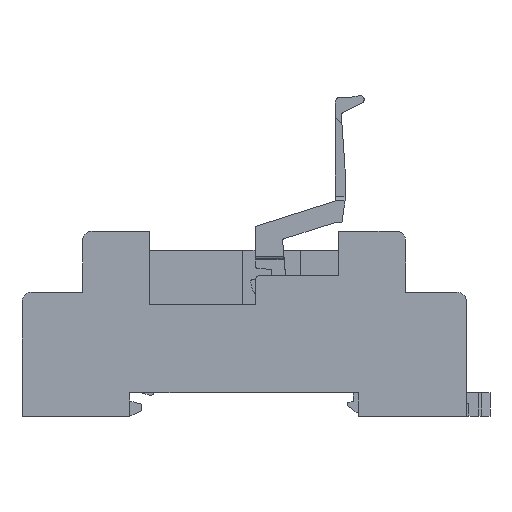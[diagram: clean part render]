
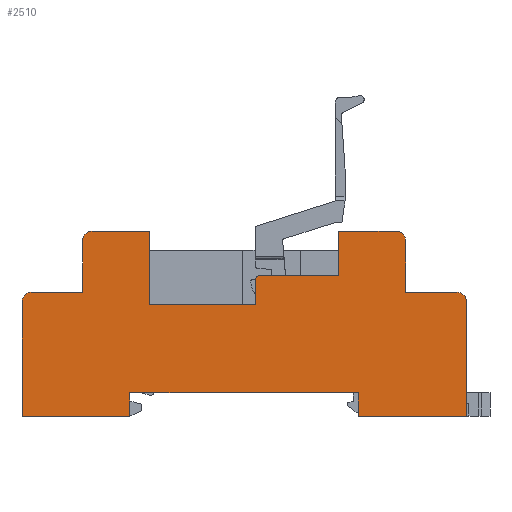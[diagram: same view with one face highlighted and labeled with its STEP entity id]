
A CAD part, left-side view. The second image highlights one B-rep face of the part: STEP entity #2510.
In plain terms, the highlighted planar face has unit normal (-1, 0, 0).
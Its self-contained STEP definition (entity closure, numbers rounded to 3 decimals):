
#2117=AXIS2_PLACEMENT_3D('Circle Axis2P3D',#2115,#2116,$) ;
#2411=AXIS2_PLACEMENT_3D('Plane Axis2P3D',#2408,#2409,#2410) ;
#2420=AXIS2_PLACEMENT_3D('Circle Axis2P3D',#2418,#2419,$) ;
#2444=AXIS2_PLACEMENT_3D('Circle Axis2P3D',#2442,#2443,$) ;
#2456=AXIS2_PLACEMENT_3D('Circle Axis2P3D',#2454,#2455,$) ;
#2468=AXIS2_PLACEMENT_3D('Circle Axis2P3D',#2466,#2467,$) ;
#238=CARTESIAN_POINT('Line Origine',(0.,57.8,29.)) ;
#242=CARTESIAN_POINT('Vertex',(0.,62.3,29.)) ;
#244=CARTESIAN_POINT('Vertex',(0.,53.3,29.)) ;
#460=CARTESIAN_POINT('Line Origine',(0.,53.3,23.25)) ;
#464=CARTESIAN_POINT('Vertex',(0.,53.3,17.5)) ;
#717=CARTESIAN_POINT('Vertex',(0.,23.7,22.)) ;
#722=CARTESIAN_POINT('Line Origine',(0.,23.7,25.5)) ;
#726=CARTESIAN_POINT('Vertex',(0.,23.7,29.)) ;
#771=CARTESIAN_POINT('Line Origine',(0.,19.2,29.)) ;
#775=CARTESIAN_POINT('Vertex',(0.,14.7,29.)) ;
#1083=CARTESIAN_POINT('Vertex',(0.,13.2,19.45)) ;
#1086=CARTESIAN_POINT('Line Origine',(0.,9.2,19.45)) ;
#1090=CARTESIAN_POINT('Vertex',(0.,5.2,19.45)) ;
#1340=CARTESIAN_POINT('Vertex',(0.,3.7,17.95)) ;
#1343=CARTESIAN_POINT('Line Origine',(0.,3.7,8.975)) ;
#1347=CARTESIAN_POINT('Vertex',(0.,3.7,0.)) ;
#1552=CARTESIAN_POINT('Vertex',(0.,56.4,3.7)) ;
#1555=CARTESIAN_POINT('Line Origine',(0.,56.4,1.85)) ;
#1559=CARTESIAN_POINT('Vertex',(0.,56.4,0.)) ;
#1653=CARTESIAN_POINT('Line Origine',(0.,64.85,0.)) ;
#1657=CARTESIAN_POINT('Vertex',(0.,73.3,0.)) ;
#1703=CARTESIAN_POINT('Vertex',(0.,73.3,17.95)) ;
#1762=CARTESIAN_POINT('Line Origine',(0.,73.3,8.975)) ;
#1929=CARTESIAN_POINT('Vertex',(0.,71.8,19.45)) ;
#1932=CARTESIAN_POINT('Line Origine',(0.,67.8,19.45)) ;
#1936=CARTESIAN_POINT('Vertex',(0.,63.8,19.45)) ;
#2110=CARTESIAN_POINT('Vertex',(0.,63.8,27.5)) ;
#2115=CARTESIAN_POINT('Axis2P3D Location',(0.,62.3,27.5)) ;
#2408=CARTESIAN_POINT('Axis2P3D Location',(0.,36.2,21.5)) ;
#2413=CARTESIAN_POINT('Line Origine',(0.,63.8,23.475)) ;
#2418=CARTESIAN_POINT('Axis2P3D Location',(0.,71.8,17.95)) ;
#2423=CARTESIAN_POINT('Line Origine',(0.,38.5,3.7)) ;
#2427=CARTESIAN_POINT('Vertex',(0.,20.6,3.7)) ;
#2430=CARTESIAN_POINT('Line Origine',(0.,20.6,1.85)) ;
#2434=CARTESIAN_POINT('Vertex',(0.,20.6,0.)) ;
#2437=CARTESIAN_POINT('Line Origine',(0.,12.15,0.)) ;
#2442=CARTESIAN_POINT('Axis2P3D Location',(0.,5.2,17.95)) ;
#2447=CARTESIAN_POINT('Line Origine',(0.,13.2,23.475)) ;
#2451=CARTESIAN_POINT('Vertex',(0.,13.2,27.5)) ;
#2454=CARTESIAN_POINT('Axis2P3D Location',(0.,14.7,27.5)) ;
#2459=CARTESIAN_POINT('Line Origine',(0.,29.95,22.)) ;
#2463=CARTESIAN_POINT('Vertex',(0.,36.2,22.)) ;
#2466=CARTESIAN_POINT('Axis2P3D Location',(0.,36.2,21.5)) ;
#2470=CARTESIAN_POINT('Vertex',(0.,36.7,21.5)) ;
#2473=CARTESIAN_POINT('Line Origine',(0.,36.7,19.5)) ;
#2477=CARTESIAN_POINT('Vertex',(0.,36.7,17.5)) ;
#2480=CARTESIAN_POINT('Line Origine',(0.,45.,17.5)) ;
#239=DIRECTION('Vector Direction',(0.,-1.,0.)) ;
#461=DIRECTION('Vector Direction',(0.,0.,-1.)) ;
#723=DIRECTION('Vector Direction',(0.,0.,-1.)) ;
#772=DIRECTION('Vector Direction',(0.,1.,0.)) ;
#1087=DIRECTION('Vector Direction',(0.,-1.,0.)) ;
#1344=DIRECTION('Vector Direction',(0.,0.,-1.)) ;
#1556=DIRECTION('Vector Direction',(0.,0.,-1.)) ;
#1654=DIRECTION('Vector Direction',(0.,1.,0.)) ;
#1763=DIRECTION('Vector Direction',(0.,0.,1.)) ;
#1933=DIRECTION('Vector Direction',(0.,-1.,0.)) ;
#2116=DIRECTION('Axis2P3D Direction',(1.,0.,0.)) ;
#2409=DIRECTION('Axis2P3D Direction',(-1.,0.,0.)) ;
#2410=DIRECTION('Axis2P3D XDirection',(0.,-1.,0.)) ;
#2414=DIRECTION('Vector Direction',(0.,0.,1.)) ;
#2419=DIRECTION('Axis2P3D Direction',(-1.,0.,0.)) ;
#2424=DIRECTION('Vector Direction',(0.,-1.,0.)) ;
#2431=DIRECTION('Vector Direction',(0.,0.,-1.)) ;
#2438=DIRECTION('Vector Direction',(0.,-1.,0.)) ;
#2443=DIRECTION('Axis2P3D Direction',(-1.,0.,0.)) ;
#2448=DIRECTION('Vector Direction',(0.,0.,-1.)) ;
#2455=DIRECTION('Axis2P3D Direction',(-1.,0.,0.)) ;
#2460=DIRECTION('Vector Direction',(0.,-1.,0.)) ;
#2467=DIRECTION('Axis2P3D Direction',(-1.,0.,0.)) ;
#2474=DIRECTION('Vector Direction',(0.,0.,1.)) ;
#2481=DIRECTION('Vector Direction',(0.,-1.,0.)) ;
#240=VECTOR('Line Direction',#239,1.) ;
#462=VECTOR('Line Direction',#461,1.) ;
#724=VECTOR('Line Direction',#723,1.) ;
#773=VECTOR('Line Direction',#772,1.) ;
#1088=VECTOR('Line Direction',#1087,1.) ;
#1345=VECTOR('Line Direction',#1344,1.) ;
#1557=VECTOR('Line Direction',#1556,1.) ;
#1655=VECTOR('Line Direction',#1654,1.) ;
#1764=VECTOR('Line Direction',#1763,1.) ;
#1934=VECTOR('Line Direction',#1933,1.) ;
#2415=VECTOR('Line Direction',#2414,1.) ;
#2425=VECTOR('Line Direction',#2424,1.) ;
#2432=VECTOR('Line Direction',#2431,1.) ;
#2439=VECTOR('Line Direction',#2438,1.) ;
#2449=VECTOR('Line Direction',#2448,1.) ;
#2461=VECTOR('Line Direction',#2460,1.) ;
#2475=VECTOR('Line Direction',#2474,1.) ;
#2482=VECTOR('Line Direction',#2481,1.) ;
#2486=ORIENTED_EDGE('',*,*,#466,.T.) ;
#2487=ORIENTED_EDGE('',*,*,#246,.F.) ;
#2488=ORIENTED_EDGE('',*,*,#2119,.T.) ;
#2489=ORIENTED_EDGE('',*,*,#2417,.T.) ;
#2490=ORIENTED_EDGE('',*,*,#1938,.F.) ;
#2491=ORIENTED_EDGE('',*,*,#2422,.T.) ;
#2492=ORIENTED_EDGE('',*,*,#1766,.T.) ;
#2493=ORIENTED_EDGE('',*,*,#1659,.F.) ;
#2494=ORIENTED_EDGE('',*,*,#1561,.T.) ;
#2495=ORIENTED_EDGE('',*,*,#2429,.T.) ;
#2496=ORIENTED_EDGE('',*,*,#2436,.F.) ;
#2497=ORIENTED_EDGE('',*,*,#2441,.F.) ;
#2498=ORIENTED_EDGE('',*,*,#1349,.T.) ;
#2499=ORIENTED_EDGE('',*,*,#2446,.T.) ;
#2500=ORIENTED_EDGE('',*,*,#1092,.F.) ;
#2501=ORIENTED_EDGE('',*,*,#2453,.T.) ;
#2502=ORIENTED_EDGE('',*,*,#2458,.T.) ;
#2503=ORIENTED_EDGE('',*,*,#777,.T.) ;
#2504=ORIENTED_EDGE('',*,*,#728,.T.) ;
#2505=ORIENTED_EDGE('',*,*,#2465,.T.) ;
#2506=ORIENTED_EDGE('',*,*,#2472,.T.) ;
#2507=ORIENTED_EDGE('',*,*,#2479,.T.) ;
#2508=ORIENTED_EDGE('',*,*,#2484,.T.) ;
#2510=ADVANCED_FACE('SOCKEL',(#2509),#2412,.T.) ;
#2118=CIRCLE('generated circle',#2117,1.5) ;
#2421=CIRCLE('generated circle',#2420,1.5) ;
#2445=CIRCLE('generated circle',#2444,1.5) ;
#2457=CIRCLE('generated circle',#2456,1.5) ;
#2469=CIRCLE('generated circle',#2468,0.5) ;
#246=EDGE_CURVE('',#243,#245,#241,.T.) ;
#466=EDGE_CURVE('',#465,#245,#463,.F.) ;
#728=EDGE_CURVE('',#727,#718,#725,.T.) ;
#777=EDGE_CURVE('',#776,#727,#774,.T.) ;
#1092=EDGE_CURVE('',#1084,#1091,#1089,.T.) ;
#1349=EDGE_CURVE('',#1348,#1341,#1346,.F.) ;
#1561=EDGE_CURVE('',#1560,#1553,#1558,.F.) ;
#1659=EDGE_CURVE('',#1560,#1658,#1656,.T.) ;
#1766=EDGE_CURVE('',#1704,#1658,#1765,.F.) ;
#1938=EDGE_CURVE('',#1930,#1937,#1935,.T.) ;
#2119=EDGE_CURVE('',#243,#2111,#2118,.F.) ;
#2417=EDGE_CURVE('',#2111,#1937,#2416,.F.) ;
#2422=EDGE_CURVE('',#1930,#1704,#2421,.T.) ;
#2429=EDGE_CURVE('',#1553,#2428,#2426,.T.) ;
#2436=EDGE_CURVE('',#2435,#2428,#2433,.F.) ;
#2441=EDGE_CURVE('',#1348,#2435,#2440,.F.) ;
#2446=EDGE_CURVE('',#1341,#1091,#2445,.T.) ;
#2453=EDGE_CURVE('',#1084,#2452,#2450,.F.) ;
#2458=EDGE_CURVE('',#2452,#776,#2457,.T.) ;
#2465=EDGE_CURVE('',#718,#2464,#2462,.F.) ;
#2472=EDGE_CURVE('',#2464,#2471,#2469,.T.) ;
#2479=EDGE_CURVE('',#2471,#2478,#2476,.F.) ;
#2484=EDGE_CURVE('',#2478,#465,#2483,.F.) ;
#2485=EDGE_LOOP('',(#2486,#2487,#2488,#2489,#2490,#2491,#2492,#2493,#2494,#2495,#2496,#2497,#2498,#2499,#2500,#2501,#2502,#2503,#2504,#2505,#2506,#2507,#2508)) ;
#2509=FACE_OUTER_BOUND('',#2485,.T.) ;
#241=LINE('Line',#238,#240) ;
#463=LINE('Line',#460,#462) ;
#725=LINE('Line',#722,#724) ;
#774=LINE('Line',#771,#773) ;
#1089=LINE('Line',#1086,#1088) ;
#1346=LINE('Line',#1343,#1345) ;
#1558=LINE('Line',#1555,#1557) ;
#1656=LINE('Line',#1653,#1655) ;
#1765=LINE('Line',#1762,#1764) ;
#1935=LINE('Line',#1932,#1934) ;
#2416=LINE('Line',#2413,#2415) ;
#2426=LINE('Line',#2423,#2425) ;
#2433=LINE('Line',#2430,#2432) ;
#2440=LINE('Line',#2437,#2439) ;
#2450=LINE('Line',#2447,#2449) ;
#2462=LINE('Line',#2459,#2461) ;
#2476=LINE('Line',#2473,#2475) ;
#2483=LINE('Line',#2480,#2482) ;
#2412=PLANE('',#2411) ;
#243=VERTEX_POINT('',#242) ;
#245=VERTEX_POINT('',#244) ;
#465=VERTEX_POINT('',#464) ;
#718=VERTEX_POINT('',#717) ;
#727=VERTEX_POINT('',#726) ;
#776=VERTEX_POINT('',#775) ;
#1084=VERTEX_POINT('',#1083) ;
#1091=VERTEX_POINT('',#1090) ;
#1341=VERTEX_POINT('',#1340) ;
#1348=VERTEX_POINT('',#1347) ;
#1553=VERTEX_POINT('',#1552) ;
#1560=VERTEX_POINT('',#1559) ;
#1658=VERTEX_POINT('',#1657) ;
#1704=VERTEX_POINT('',#1703) ;
#1930=VERTEX_POINT('',#1929) ;
#1937=VERTEX_POINT('',#1936) ;
#2111=VERTEX_POINT('',#2110) ;
#2428=VERTEX_POINT('',#2427) ;
#2435=VERTEX_POINT('',#2434) ;
#2452=VERTEX_POINT('',#2451) ;
#2464=VERTEX_POINT('',#2463) ;
#2471=VERTEX_POINT('',#2470) ;
#2478=VERTEX_POINT('',#2477) ;
